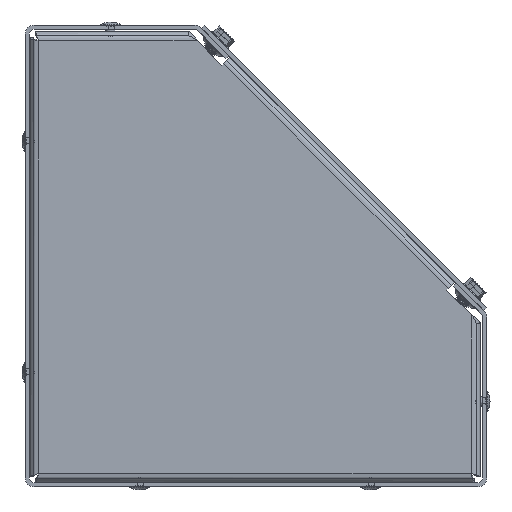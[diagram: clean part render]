
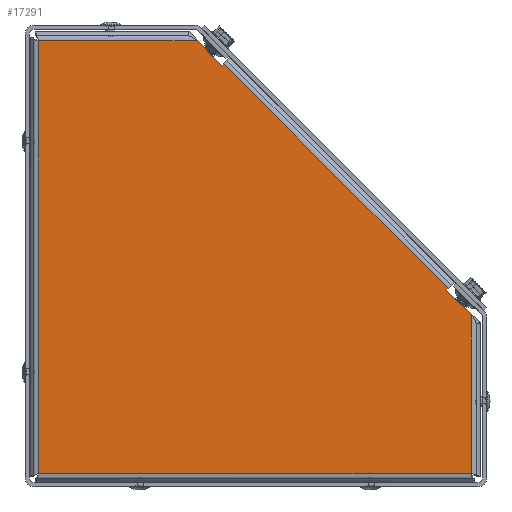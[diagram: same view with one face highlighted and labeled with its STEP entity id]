
A CAD part, left-side view. The second image highlights one B-rep face of the part: STEP entity #17291.
In plain terms, the highlighted planar face has unit normal (-1, 0, 0).
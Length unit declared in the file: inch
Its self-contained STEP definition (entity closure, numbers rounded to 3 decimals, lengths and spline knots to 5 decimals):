
#718 = VERTEX_POINT ( 'NONE', #21752 ) ;
#1282 = CARTESIAN_POINT ( 'NONE',  ( -30.38335, 3.08856, -0.42222 ) ) ;
#3088 = ORIENTED_EDGE ( 'NONE', *, *, #12283, .T. ) ;
#3275 = VERTEX_POINT ( 'NONE', #12482 ) ;
#4743 = CARTESIAN_POINT ( 'NONE',  ( -30.38335, -2.31997, -0.34018 ) ) ;
#4778 = CARTESIAN_POINT ( 'NONE',  ( -30.38335, -2.53519, -2.8275 ) ) ;
#5524 = EDGE_CURVE ( 'NONE', #13287, #11871, #28618, .T. ) ;
#6295 = EDGE_CURVE ( 'NONE', #14734, #3275, #8487, .T. ) ;
#6503 = LINE ( 'NONE', #18499, #15054 ) ;
#7597 = ORIENTED_EDGE ( 'NONE', *, *, #6295, .F. ) ;
#8487 = LINE ( 'NONE', #4743, #8846 ) ;
#8709 = CARTESIAN_POINT ( 'NONE',  ( -30.38335, 0.68328, -2.8275 ) ) ;
#8775 = VECTOR ( 'NONE', #9832, 39.37008 ) ;
#8846 = VECTOR ( 'NONE', #11450, 39.37008 ) ;
#9744 = VERTEX_POINT ( 'NONE', #4778 ) ;
#9832 = DIRECTION ( 'NONE',  ( 0., 0., 1. ) ) ;
#10251 = CARTESIAN_POINT ( 'NONE',  ( -30.38335, -2.23689, -0.42326 ) ) ;
#10555 = DIRECTION ( 'NONE',  ( 0., 1., 0. ) ) ;
#10931 = CARTESIAN_POINT ( 'NONE',  ( -30.38335, 3.08856, 2.79625 ) ) ;
#11450 = DIRECTION ( 'NONE',  ( 0., 0.707, -0.707 ) ) ;
#11613 = EDGE_CURVE ( 'NONE', #15812, #20321, #34173, .T. ) ;
#11871 = VERTEX_POINT ( 'NONE', #35121 ) ;
#12283 = EDGE_CURVE ( 'NONE', #9744, #22915, #15358, .T. ) ;
#12289 = EDGE_CURVE ( 'NONE', #15812, #13287, #6503, .T. ) ;
#12291 = ORIENTED_EDGE ( 'NONE', *, *, #14905, .T. ) ;
#12482 = CARTESIAN_POINT ( 'NONE',  ( -30.38335, -2.21517, -0.44498 ) ) ;
#13064 = CARTESIAN_POINT ( 'NONE',  ( -30.38335, 0.70603, 2.47623 ) ) ;
#13287 = VERTEX_POINT ( 'NONE', #26026 ) ;
#14734 = VERTEX_POINT ( 'NONE', #26013 ) ;
#14753 = CARTESIAN_POINT ( 'NONE',  ( -30.38335, -2.21517, -0.44498 ) ) ;
#14905 = EDGE_CURVE ( 'NONE', #718, #9744, #35636, .T. ) ;
#15054 = VECTOR ( 'NONE', #30499, 39.37008 ) ;
#15358 = LINE ( 'NONE', #27335, #8775 ) ;
#15812 = VERTEX_POINT ( 'NONE', #22462 ) ;
#15869 = ORIENTED_EDGE ( 'NONE', *, *, #19341, .F. ) ;
#16236 = AXIS2_PLACEMENT_3D ( 'NONE', #33044, #29721, #30306 ) ;
#17027 = VECTOR ( 'NONE', #22213, 39.37008 ) ;
#17291 = ADVANCED_FACE ( 'NONE', ( #17890 ), #18290, .T. ) ;
#17890 = FACE_OUTER_BOUND ( 'NONE', #28875, .T. ) ;
#18290 = PLANE ( 'NONE',  #16236 ) ;
#18499 = CARTESIAN_POINT ( 'NONE',  ( -30.38335, 1.14356, 2.91375 ) ) ;
#19210 = CARTESIAN_POINT ( 'NONE',  ( -30.38335, 0.68328, 2.79625 ) ) ;
#19341 = EDGE_CURVE ( 'NONE', #3275, #22915, #23390, .T. ) ;
#20321 = VERTEX_POINT ( 'NONE', #10931 ) ;
#20689 = DIRECTION ( 'NONE',  ( 0., -1., 0. ) ) ;
#21342 = CARTESIAN_POINT ( 'NONE',  ( -30.38335, -2.53519, -0.765 ) ) ;
#21752 = CARTESIAN_POINT ( 'NONE',  ( -30.38335, 3.08856, -2.8275 ) ) ;
#22213 = DIRECTION ( 'NONE',  ( 0., 0.707, 0.707 ) ) ;
#22462 = CARTESIAN_POINT ( 'NONE',  ( -30.38335, 1.02606, 2.79625 ) ) ;
#22677 = ORIENTED_EDGE ( 'NONE', *, *, #12289, .F. ) ;
#22915 = VERTEX_POINT ( 'NONE', #21342 ) ;
#23390 = LINE ( 'NONE', #14753, #26237 ) ;
#23903 = ORIENTED_EDGE ( 'NONE', *, *, #5524, .F. ) ;
#24570 = VECTOR ( 'NONE', #33741, 39.37008 ) ;
#25045 = LINE ( 'NONE', #1282, #24570 ) ;
#26013 = CARTESIAN_POINT ( 'NONE',  ( -30.38335, -2.23689, -0.42326 ) ) ;
#26026 = CARTESIAN_POINT ( 'NONE',  ( -30.38335, 0.70603, 2.47623 ) ) ;
#26237 = VECTOR ( 'NONE', #26725, 39.37008 ) ;
#26725 = DIRECTION ( 'NONE',  ( 0., -0.707, -0.707 ) ) ;
#26896 = EDGE_CURVE ( 'NONE', #14734, #11871, #31871, .T. ) ;
#26952 = ORIENTED_EDGE ( 'NONE', *, *, #11613, .T. ) ;
#27335 = CARTESIAN_POINT ( 'NONE',  ( -30.38335, -2.53519, -0.42222 ) ) ;
#28618 = LINE ( 'NONE', #13064, #30795 ) ;
#28875 = EDGE_LOOP ( 'NONE', ( #23903, #22677, #26952, #36163, #12291, #3088, #15869, #7597, #32120 ) ) ;
#29721 = DIRECTION ( 'NONE',  ( -1., 0., 0. ) ) ;
#30306 = DIRECTION ( 'NONE',  ( 0., 1., 0. ) ) ;
#30499 = DIRECTION ( 'NONE',  ( 0., -0.707, -0.707 ) ) ;
#30699 = VECTOR ( 'NONE', #10555, 39.37008 ) ;
#30795 = VECTOR ( 'NONE', #31371, 39.37008 ) ;
#31371 = DIRECTION ( 'NONE',  ( 0., -0.707, 0.707 ) ) ;
#31871 = LINE ( 'NONE', #10251, #17027 ) ;
#32120 = ORIENTED_EDGE ( 'NONE', *, *, #26896, .T. ) ;
#33044 = CARTESIAN_POINT ( 'NONE',  ( -30.38335, 0.68328, -0.42222 ) ) ;
#33741 = DIRECTION ( 'NONE',  ( 0., 0., -1. ) ) ;
#34173 = LINE ( 'NONE', #19210, #30699 ) ;
#35121 = CARTESIAN_POINT ( 'NONE',  ( -30.38335, 0.68432, 2.49794 ) ) ;
#35636 = LINE ( 'NONE', #8709, #36429 ) ;
#36163 = ORIENTED_EDGE ( 'NONE', *, *, #38019, .T. ) ;
#36429 = VECTOR ( 'NONE', #20689, 39.37008 ) ;
#38019 = EDGE_CURVE ( 'NONE', #20321, #718, #25045, .T. ) ;
